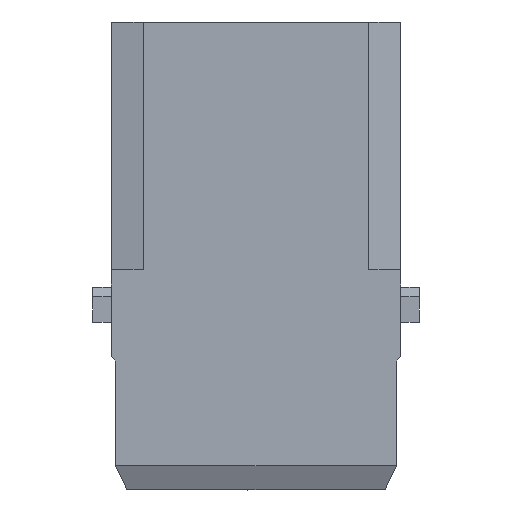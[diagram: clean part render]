
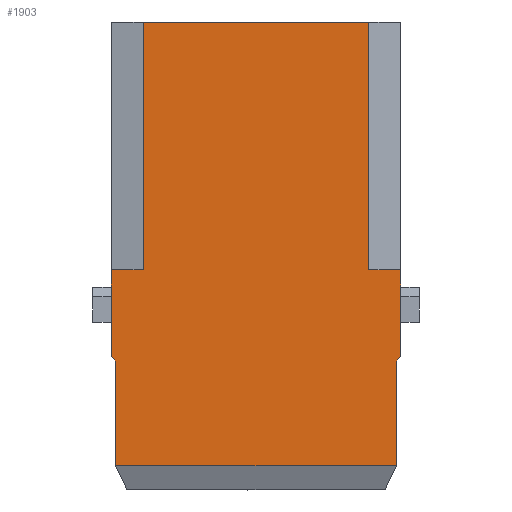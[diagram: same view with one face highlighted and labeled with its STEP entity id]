
A CAD part, left-side view. The second image highlights one B-rep face of the part: STEP entity #1903.
In plain terms, the highlighted planar face has unit normal (-1, 0, 0).
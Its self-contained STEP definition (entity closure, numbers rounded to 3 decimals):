
#1370=FACE_OUTER_BOUND('',#2377,.T.);
#1663=PLANE('',#7915);
#1903=ADVANCED_FACE('',(#1370),#1663,.T.);
#2377=EDGE_LOOP('',(#2922,#2923,#2924,#2925,#2926,#2927,#2928,#2929,#2930,
#2931,#2932,#2933));
#2922=ORIENTED_EDGE('',*,*,#4888,.T.);
#2923=ORIENTED_EDGE('',*,*,#4889,.F.);
#2924=ORIENTED_EDGE('',*,*,#4890,.T.);
#2925=ORIENTED_EDGE('',*,*,#4891,.T.);
#2926=ORIENTED_EDGE('',*,*,#4892,.T.);
#2927=ORIENTED_EDGE('',*,*,#4893,.T.);
#2928=ORIENTED_EDGE('',*,*,#4894,.F.);
#2929=ORIENTED_EDGE('',*,*,#4895,.T.);
#2930=ORIENTED_EDGE('',*,*,#4896,.T.);
#2931=ORIENTED_EDGE('',*,*,#4811,.T.);
#2932=ORIENTED_EDGE('',*,*,#4897,.T.);
#2933=ORIENTED_EDGE('',*,*,#4886,.F.);
#4273=VERTEX_POINT('',#10218);
#4274=VERTEX_POINT('',#10220);
#4348=VERTEX_POINT('',#10369);
#4349=VERTEX_POINT('',#10371);
#4350=VERTEX_POINT('',#10375);
#4351=VERTEX_POINT('',#10377);
#4352=VERTEX_POINT('',#10379);
#4353=VERTEX_POINT('',#10381);
#4354=VERTEX_POINT('',#10383);
#4355=VERTEX_POINT('',#10385);
#4356=VERTEX_POINT('',#10387);
#4357=VERTEX_POINT('',#10389);
#4811=EDGE_CURVE('',#4274,#4273,#6156,.T.);
#4886=EDGE_CURVE('',#4348,#4349,#6228,.T.);
#4888=EDGE_CURVE('',#4348,#4350,#6230,.T.);
#4889=EDGE_CURVE('',#4351,#4350,#6231,.T.);
#4890=EDGE_CURVE('',#4351,#4352,#6232,.T.);
#4891=EDGE_CURVE('',#4352,#4353,#6233,.T.);
#4892=EDGE_CURVE('',#4353,#4354,#6234,.T.);
#4893=EDGE_CURVE('',#4354,#4355,#6235,.T.);
#4894=EDGE_CURVE('',#4356,#4355,#6236,.T.);
#4895=EDGE_CURVE('',#4356,#4357,#6237,.T.);
#4896=EDGE_CURVE('',#4357,#4274,#6238,.T.);
#4897=EDGE_CURVE('',#4273,#4349,#6239,.T.);
#6156=LINE('',#10219,#6819);
#6228=LINE('',#10370,#6891);
#6230=LINE('',#10374,#6893);
#6231=LINE('',#10376,#6894);
#6232=LINE('',#10378,#6895);
#6233=LINE('',#10380,#6896);
#6234=LINE('',#10382,#6897);
#6235=LINE('',#10384,#6898);
#6236=LINE('',#10386,#6899);
#6237=LINE('',#10388,#6900);
#6238=LINE('',#10390,#6901);
#6239=LINE('',#10391,#6902);
#6819=VECTOR('',#8507,1.);
#6891=VECTOR('',#8587,1.);
#6893=VECTOR('',#8591,1.);
#6894=VECTOR('',#8592,1.);
#6895=VECTOR('',#8593,1.);
#6896=VECTOR('',#8594,1.);
#6897=VECTOR('',#8595,1.);
#6898=VECTOR('',#8596,1.);
#6899=VECTOR('',#8597,1.);
#6900=VECTOR('',#8598,1.);
#6901=VECTOR('',#8599,1.);
#6902=VECTOR('',#8600,1.);
#7915=AXIS2_PLACEMENT_3D('',#10392,#8601,#8602);
#8507=DIRECTION('',(0.,0.,-1.));
#8587=DIRECTION('',(0.,0.,1.));
#8591=DIRECTION('',(0.,-1.,0.));
#8592=DIRECTION('',(0.,0.,-1.));
#8593=DIRECTION('',(0.,-0.707,0.707));
#8594=DIRECTION('',(0.,0.,1.));
#8595=DIRECTION('',(0.,1.,0.));
#8596=DIRECTION('',(0.,0.,1.));
#8597=DIRECTION('',(0.,-1.,0.));
#8598=DIRECTION('',(0.,0.,-1.));
#8599=DIRECTION('',(0.,1.,0.));
#8600=DIRECTION('',(0.,-0.707,-0.707));
#8601=DIRECTION('',(-1.,0.,0.));
#8602=DIRECTION('',(0.,0.,1.));
#10218=CARTESIAN_POINT('',(-7.35,15.15,-3.6));
#10219=CARTESIAN_POINT('',(-7.35,15.15,5.5));
#10220=CARTESIAN_POINT('',(-7.35,15.15,5.5));
#10369=CARTESIAN_POINT('',(-7.35,14.7,-15.));
#10370=CARTESIAN_POINT('',(-7.35,14.7,-3.05));
#10371=CARTESIAN_POINT('',(-7.35,14.7,-4.05));
#10374=CARTESIAN_POINT('',(-7.35,14.5,-15.));
#10375=CARTESIAN_POINT('',(-7.35,-14.7,-15.));
#10376=CARTESIAN_POINT('',(-7.35,-14.7,-10.95));
#10377=CARTESIAN_POINT('',(-7.35,-14.7,-4.05));
#10378=CARTESIAN_POINT('',(-7.35,-14.7,-4.05));
#10379=CARTESIAN_POINT('',(-7.35,-15.15,-3.6));
#10380=CARTESIAN_POINT('',(-7.35,-15.15,-3.6));
#10381=CARTESIAN_POINT('',(-7.35,-15.15,5.5));
#10382=CARTESIAN_POINT('',(-7.35,-15.15,5.5));
#10383=CARTESIAN_POINT('',(-7.35,-11.8,5.5));
#10384=CARTESIAN_POINT('',(-7.35,-11.8,5.5));
#10385=CARTESIAN_POINT('',(-7.35,-11.8,31.45));
#10386=CARTESIAN_POINT('',(-7.35,-15.45,31.45));
#10387=CARTESIAN_POINT('',(-7.35,11.8,31.45));
#10388=CARTESIAN_POINT('',(-7.35,11.8,29.584));
#10389=CARTESIAN_POINT('',(-7.35,11.8,5.5));
#10390=CARTESIAN_POINT('',(-7.35,11.8,5.5));
#10391=CARTESIAN_POINT('',(-7.35,15.15,-3.6));
#10392=CARTESIAN_POINT('',(-7.35,-15.45,-15.15));
